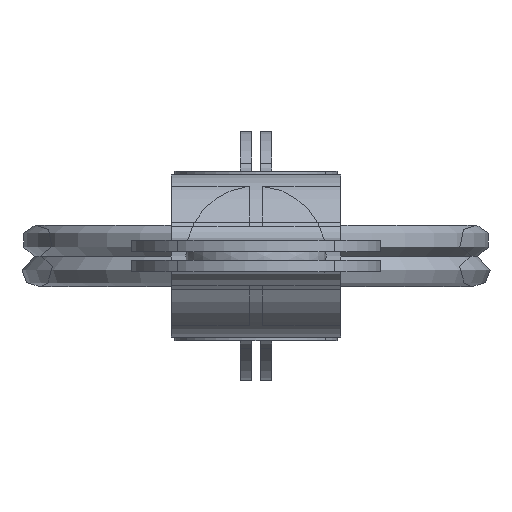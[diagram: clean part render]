
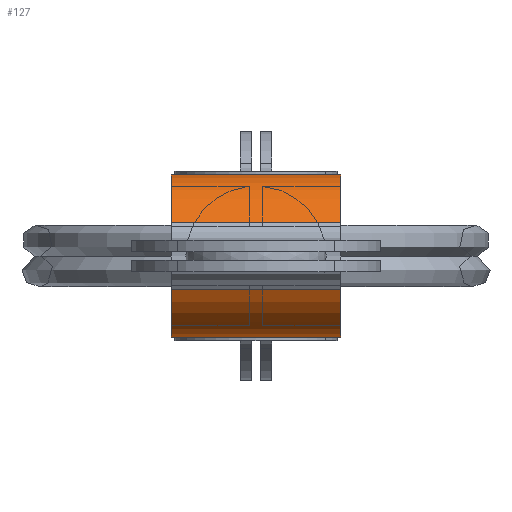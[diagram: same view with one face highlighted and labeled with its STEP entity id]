
A CAD part, left-side view. The second image highlights one B-rep face of the part: STEP entity #127.
In plain terms, the highlighted cylindrical face has radius 2.62 mm (diameter 5.24 mm), a partial arc.
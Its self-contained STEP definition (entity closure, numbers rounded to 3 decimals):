
#127 = ADVANCED_FACE( '', ( #299, #300 ), #301, .T. );
#299 = FACE_OUTER_BOUND( '', #508, .T. );
#300 = FACE_BOUND( '', #509, .T. );
#301 = CYLINDRICAL_SURFACE( '', #510, 2.62 );
#508 = EDGE_LOOP( '', ( #856, #857, #858, #859 ) );
#509 = EDGE_LOOP( '', ( #860 ) );
#510 = AXIS2_PLACEMENT_3D( '', #861, #862, #863 );
#856 = ORIENTED_EDGE( '', *, *, #1292, .F. );
#857 = ORIENTED_EDGE( '', *, *, #1234, .F. );
#858 = ORIENTED_EDGE( '', *, *, #1223, .F. );
#859 = ORIENTED_EDGE( '', *, *, #1307, .T. );
#860 = ORIENTED_EDGE( '', *, *, #1305, .F. );
#861 = CARTESIAN_POINT( '', ( 7.38, 5., 0. ) );
#862 = DIRECTION( '', ( 0., 1., 0. ) );
#863 = DIRECTION( '', ( 0., 0., -1. ) );
#1223 = EDGE_CURVE( '', #1483, #1485, #1486, .F. );
#1234 = EDGE_CURVE( '', #1485, #1504, #1505, .T. );
#1292 = EDGE_CURVE( '', #1504, #1595, #1596, .F. );
#1305 = EDGE_CURVE( '', #1614, #1614, #1615, .T. );
#1307 = EDGE_CURVE( '', #1483, #1595, #1617, .T. );
#1483 = VERTEX_POINT( '', #1872 );
#1485 = VERTEX_POINT( '', #1874 );
#1486 = CIRCLE( '', #1875, 2.62 );
#1504 = VERTEX_POINT( '', #1896 );
#1505 = LINE( '', #1897, #1898 );
#1595 = VERTEX_POINT( '', #2042 );
#1596 = CIRCLE( '', #2043, 2.62 );
#1614 = VERTEX_POINT( '', #2084 );
#1615 = B_SPLINE_CURVE_WITH_KNOTS( '', 3, ( #2085, #2086, #2087, #2088, #2089, #2090, #2091, #2092, #2093, #2094, #2095, #2096, #2097, #2098, #2099, #2100, #2101, #2102 ), .UNSPECIFIED., .T., .F., ( 2, 2, 2, 2, 2, 2, 2, 2, 2, 2, 2 ), ( 0., 0., 0., 0.001, 0.001, 0.001, 0.002, 0.002, 0.002, 0.003, 0.003 ), .UNSPECIFIED. );
#1617 = LINE( '', #2104, #2105 );
#1872 = CARTESIAN_POINT( '', ( 4.996, 2.71, 1.086 ) );
#1874 = CARTESIAN_POINT( '', ( 4.996, 2.71, -1.086 ) );
#1875 = AXIS2_PLACEMENT_3D( '', #2340, #2341, #2342 );
#1896 = CARTESIAN_POINT( '', ( 4.996, -2.71, -1.086 ) );
#1897 = CARTESIAN_POINT( '', ( 4.996, 5., -1.086 ) );
#1898 = VECTOR( '', #2361, 1000. );
#2042 = CARTESIAN_POINT( '', ( 4.996, -2.71, 1.086 ) );
#2043 = AXIS2_PLACEMENT_3D( '', #2463, #2464, #2465 );
#2084 = CARTESIAN_POINT( '', ( 9.96, 0., -0.455 ) );
#2085 = CARTESIAN_POINT( '', ( 9.96, -0.12, -0.455 ) );
#2086 = CARTESIAN_POINT( '', ( 9.96, 0.12, -0.455 ) );
#2087 = CARTESIAN_POINT( '', ( 9.97, 0.238, -0.405 ) );
#2088 = CARTESIAN_POINT( '', ( 9.991, 0.406, -0.238 ) );
#2089 = CARTESIAN_POINT( '', ( 10., 0.455, -0.119 ) );
#2090 = CARTESIAN_POINT( '', ( 10., 0.455, 0.119 ) );
#2091 = CARTESIAN_POINT( '', ( 9.991, 0.407, 0.237 ) );
#2092 = CARTESIAN_POINT( '', ( 9.97, 0.237, 0.406 ) );
#2093 = CARTESIAN_POINT( '', ( 9.96, 0.119, 0.455 ) );
#2094 = CARTESIAN_POINT( '', ( 9.96, -0.119, 0.455 ) );
#2095 = CARTESIAN_POINT( '', ( 9.97, -0.237, 0.406 ) );
#2096 = CARTESIAN_POINT( '', ( 9.991, -0.405, 0.238 ) );
#2097 = CARTESIAN_POINT( '', ( 10., -0.455, 0.121 ) );
#2098 = CARTESIAN_POINT( '', ( 10., -0.455, -0.12 ) );
#2099 = CARTESIAN_POINT( '', ( 9.991, -0.406, -0.238 ) );
#2100 = CARTESIAN_POINT( '', ( 9.97, -0.238, -0.405 ) );
#2101 = CARTESIAN_POINT( '', ( 9.96, -0.12, -0.455 ) );
#2102 = CARTESIAN_POINT( '', ( 9.96, 0.12, -0.455 ) );
#2104 = CARTESIAN_POINT( '', ( 4.996, 5., 1.086 ) );
#2105 = VECTOR( '', #2473, 1000. );
#2340 = CARTESIAN_POINT( '', ( 7.38, 2.71, 0. ) );
#2341 = DIRECTION( '', ( 0., -1., 0. ) );
#2342 = DIRECTION( '', ( 0., 0., -1. ) );
#2361 = DIRECTION( '', ( 0., -1., 0. ) );
#2463 = CARTESIAN_POINT( '', ( 7.38, -2.71, 0. ) );
#2464 = DIRECTION( '', ( 0., 1., 0. ) );
#2465 = DIRECTION( '', ( -1., 0., 0. ) );
#2473 = DIRECTION( '', ( 0., -1., 0. ) );
